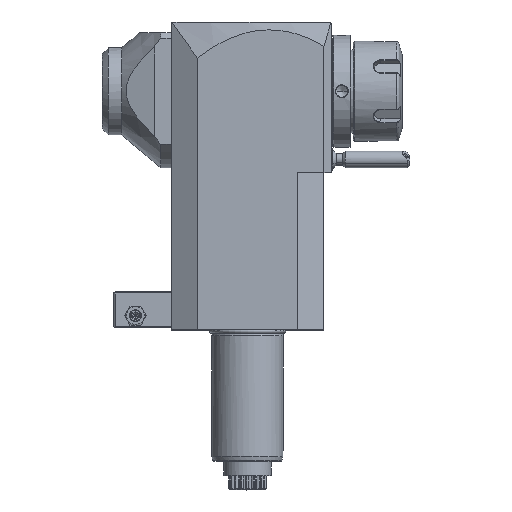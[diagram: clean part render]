
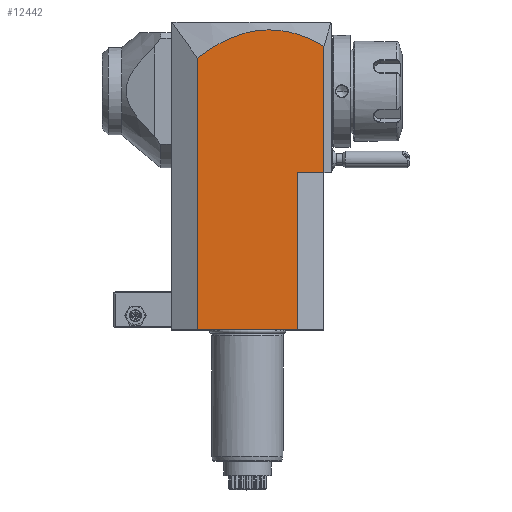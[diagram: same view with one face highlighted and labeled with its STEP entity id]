
A CAD part, top view. The second image highlights one B-rep face of the part: STEP entity #12442.
In plain terms, the highlighted planar face has unit normal (0, 0, 1).
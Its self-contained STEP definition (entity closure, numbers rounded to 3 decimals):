
#5=DIRECTION('',(-1.,0.,0.));
#6=VECTOR('',#5,42.);
#7=CARTESIAN_POINT('',(21.,0.,32.));
#8=LINE('',#7,#6);
#159=DIRECTION('',(0.,-1.,0.));
#160=VECTOR('',#159,113.907);
#161=CARTESIAN_POINT('',(-21.,113.907,32.));
#162=LINE('',#161,#160);
#184=CARTESIAN_POINT('',(-21.,113.907,32.));
#185=CARTESIAN_POINT('',(-16.774,117.25,32.));
#186=CARTESIAN_POINT('',(-8.233,122.551,32.));
#187=CARTESIAN_POINT('',(2.677,125.613,32.));
#188=CARTESIAN_POINT('',(11.551,125.816,32.));
#189=CARTESIAN_POINT('',(18.282,124.806,32.));
#190=CARTESIAN_POINT('',(25.093,122.588,32.));
#191=CARTESIAN_POINT('',(29.688,120.266,32.));
#192=CARTESIAN_POINT('',(32.,118.883,32.));
#194=DIRECTION('',(0.,-1.,0.));
#195=VECTOR('',#194,52.883);
#196=CARTESIAN_POINT('',(32.,118.883,32.));
#197=LINE('',#196,#195);
#206=DIRECTION('',(0.,1.,0.));
#207=VECTOR('',#206,66.);
#208=CARTESIAN_POINT('',(21.,0.,32.));
#209=LINE('',#208,#207);
#218=DIRECTION('',(1.,0.,0.));
#219=VECTOR('',#218,11.);
#220=CARTESIAN_POINT('',(21.,66.,32.));
#221=LINE('',#220,#219);
#11549=VERTEX_POINT('',#184);
#11550=VERTEX_POINT('',#192);
#11551=CARTESIAN_POINT('',(32.,66.,32.));
#11552=VERTEX_POINT('',#11551);
#11614=CARTESIAN_POINT('',(21.,66.,32.));
#11615=VERTEX_POINT('',#11614);
#12003=CARTESIAN_POINT('',(-21.,0.,32.));
#12005=VERTEX_POINT('',#12003);
#12017=CARTESIAN_POINT('',(21.,0.,32.));
#12018=VERTEX_POINT('',#12017);
#12425=CARTESIAN_POINT('',(-35.103,66.,32.));
#12426=DIRECTION('',(0.,0.,1.));
#12427=DIRECTION('',(1.,0.,0.));
#12428=AXIS2_PLACEMENT_3D('',#12425,#12426,#12427);
#12429=PLANE('',#12428);
#12431=ORIENTED_EDGE('',*,*,#12430,.F.);
#12432=ORIENTED_EDGE('',*,*,#12377,.T.);
#12433=ORIENTED_EDGE('',*,*,#12411,.F.);
#12435=ORIENTED_EDGE('',*,*,#12434,.T.);
#12437=ORIENTED_EDGE('',*,*,#12436,.T.);
#12439=ORIENTED_EDGE('',*,*,#12438,.F.);
#12440=EDGE_LOOP('',(#12431,#12432,#12433,#12435,#12437,#12439));
#12441=FACE_OUTER_BOUND('',#12440,.F.);
#193=B_SPLINE_CURVE_WITH_KNOTS('',3,(#184,#185,#186,#187,#188,#189,#190,#191,
#192),.UNSPECIFIED.,.F.,.F.,(4,1,1,1,1,1,4),(0.,0.25,0.5,0.625,0.75,
0.875,1.),.UNSPECIFIED.);
#12377=EDGE_CURVE('',#12018,#12005,#8,.T.);
#12411=EDGE_CURVE('',#11549,#12005,#162,.T.);
#12430=EDGE_CURVE('',#12018,#11615,#209,.T.);
#12434=EDGE_CURVE('',#11549,#11550,#193,.T.);
#12436=EDGE_CURVE('',#11550,#11552,#197,.T.);
#12438=EDGE_CURVE('',#11615,#11552,#221,.T.);
#12442=ADVANCED_FACE('',(#12441),#12429,.T.);
